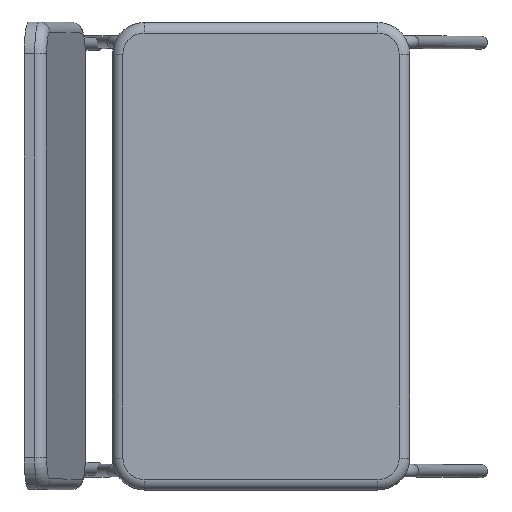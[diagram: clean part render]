
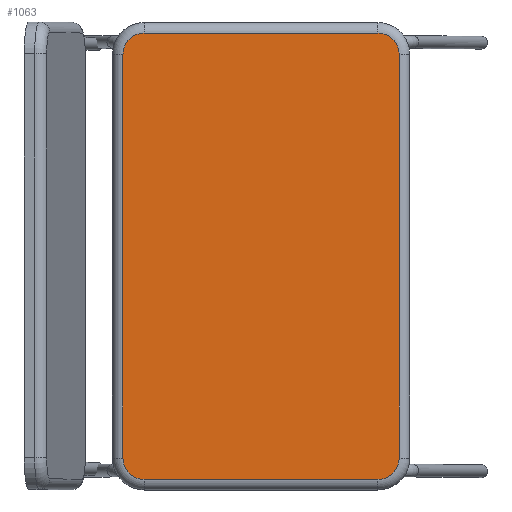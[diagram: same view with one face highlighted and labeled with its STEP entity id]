
A CAD part, top view. The second image highlights one B-rep face of the part: STEP entity #1063.
In plain terms, the highlighted planar face has unit normal (0, 0, 1).
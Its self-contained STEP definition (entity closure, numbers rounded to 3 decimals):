
#33=PLANE('',#1199);
#95=FACE_OUTER_BOUND('',#169,.T.);
#169=EDGE_LOOP('',(#801,#802,#803,#804,#805,#806,#807,#808));
#224=LINE('',#1766,#292);
#226=LINE('',#1778,#294);
#228=LINE('',#1790,#296);
#229=LINE('',#1798,#297);
#292=VECTOR('',#1392,10.);
#294=VECTOR('',#1406,10.);
#296=VECTOR('',#1420,10.);
#297=VECTOR('',#1431,10.);
#378=CIRCLE('',#1171,5.);
#384=CIRCLE('',#1179,5.);
#388=CIRCLE('',#1185,5.);
#392=CIRCLE('',#1191,5.);
#462=VERTEX_POINT('',#1754);
#463=VERTEX_POINT('',#1756);
#465=VERTEX_POINT('',#1762);
#467=VERTEX_POINT('',#1768);
#469=VERTEX_POINT('',#1774);
#471=VERTEX_POINT('',#1780);
#473=VERTEX_POINT('',#1786);
#475=VERTEX_POINT('',#1792);
#568=EDGE_CURVE('',#462,#463,#378,.T.);
#573=EDGE_CURVE('',#463,#465,#224,.T.);
#576=EDGE_CURVE('',#465,#467,#384,.T.);
#579=EDGE_CURVE('',#467,#469,#226,.T.);
#582=EDGE_CURVE('',#469,#471,#388,.T.);
#585=EDGE_CURVE('',#471,#473,#228,.T.);
#588=EDGE_CURVE('',#473,#475,#392,.T.);
#589=EDGE_CURVE('',#475,#462,#229,.T.);
#801=ORIENTED_EDGE('',*,*,#568,.F.);
#802=ORIENTED_EDGE('',*,*,#589,.F.);
#803=ORIENTED_EDGE('',*,*,#588,.F.);
#804=ORIENTED_EDGE('',*,*,#585,.F.);
#805=ORIENTED_EDGE('',*,*,#582,.F.);
#806=ORIENTED_EDGE('',*,*,#579,.F.);
#807=ORIENTED_EDGE('',*,*,#576,.F.);
#808=ORIENTED_EDGE('',*,*,#573,.F.);
#1063=ADVANCED_FACE('',(#95),#33,.T.);
#1171=AXIS2_PLACEMENT_3D('',#1757,#1381,#1382);
#1179=AXIS2_PLACEMENT_3D('',#1772,#1399,#1400);
#1185=AXIS2_PLACEMENT_3D('',#1784,#1413,#1414);
#1191=AXIS2_PLACEMENT_3D('',#1796,#1427,#1428);
#1199=AXIS2_PLACEMENT_3D('',#1818,#1452,#1453);
#1381=DIRECTION('center_axis',(0.,0.,-1.));
#1382=DIRECTION('ref_axis',(-0.707,-0.707,0.));
#1392=DIRECTION('',(0.,1.,0.));
#1399=DIRECTION('center_axis',(0.,0.,-1.));
#1400=DIRECTION('ref_axis',(-0.707,0.707,0.));
#1406=DIRECTION('',(1.,0.,0.));
#1413=DIRECTION('center_axis',(0.,0.,-1.));
#1414=DIRECTION('ref_axis',(0.707,0.707,0.));
#1420=DIRECTION('',(0.,-1.,0.));
#1427=DIRECTION('center_axis',(0.,0.,-1.));
#1428=DIRECTION('ref_axis',(0.707,-0.707,0.));
#1431=DIRECTION('',(-1.,0.,0.));
#1452=DIRECTION('center_axis',(0.,0.,1.));
#1453=DIRECTION('ref_axis',(0.,-1.,0.));
#1754=CARTESIAN_POINT('',(-27.5,-52.5,95.));
#1756=CARTESIAN_POINT('',(-32.5,-47.5,95.));
#1757=CARTESIAN_POINT('Origin',(-27.5,-47.5,95.));
#1762=CARTESIAN_POINT('',(-32.5,47.5,95.));
#1766=CARTESIAN_POINT('',(-32.5,0.,95.));
#1768=CARTESIAN_POINT('',(-27.5,52.5,95.));
#1772=CARTESIAN_POINT('Origin',(-27.5,47.5,95.));
#1774=CARTESIAN_POINT('',(27.5,52.5,95.));
#1778=CARTESIAN_POINT('',(0.,52.5,95.));
#1780=CARTESIAN_POINT('',(32.5,47.5,95.));
#1784=CARTESIAN_POINT('Origin',(27.5,47.5,95.));
#1786=CARTESIAN_POINT('',(32.5,-47.5,95.));
#1790=CARTESIAN_POINT('',(32.5,0.,95.));
#1792=CARTESIAN_POINT('',(27.5,-52.5,95.));
#1796=CARTESIAN_POINT('Origin',(27.5,-47.5,95.));
#1798=CARTESIAN_POINT('',(0.,-52.5,95.));
#1818=CARTESIAN_POINT('Origin',(0.,0.,95.));
